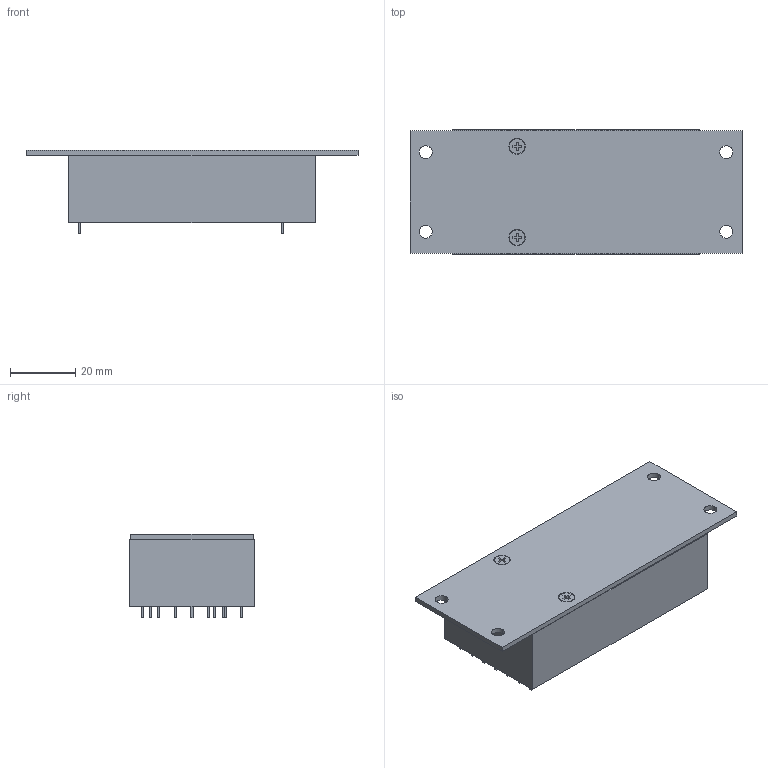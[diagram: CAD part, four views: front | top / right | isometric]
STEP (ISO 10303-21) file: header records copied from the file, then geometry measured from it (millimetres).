
FILE_DESCRIPTION((''),'2;1');
FILE_NAME('DCDC_ULTRAVOLT_AA.stp','2015-09-16T14:55:00',(''),(''),'Mechanical Desktop 2011','Mechanical Desktop 2011',', , ');
FILE_SCHEMA(('AUTOMOTIVE_DESIGN { 1 2 10303 214 1 1 1 1 }'));
Length unit declared in the file: millimetre
Products named in the file (1): Product
Bounding box: 101.6 x 38.1 x 25.7 mm (x, y, z)
Volume: 65115.6 mm3; surface area: 18936 mm2
Topology: 15 solids, 15 shells, 144 faces, 328 edges, 216 vertices
Faces by surface type: plane 96, bspline 32, cylinder 12, cone 4
Entity records: 4382 total; most frequent: CARTESIAN_POINT 1101, ORIENTED_EDGE 656, DIRECTION 622, EDGE_CURVE 328, VECTOR 260, LINE 260, VERTEX_POINT 216, AXIS2_PLACEMENT_3D 181
